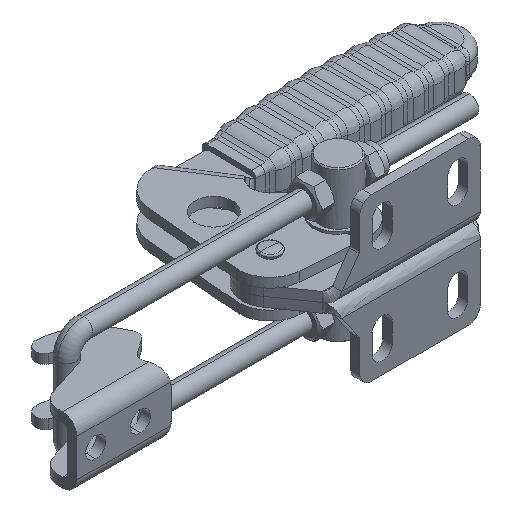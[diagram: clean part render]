
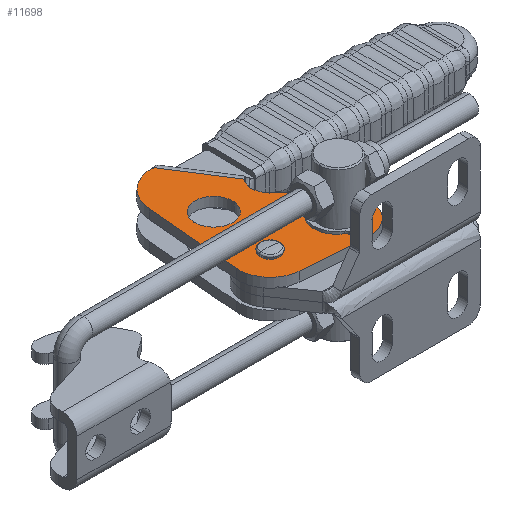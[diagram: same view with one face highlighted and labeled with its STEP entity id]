
A CAD part, isometric view. The second image highlights one B-rep face of the part: STEP entity #11698.
In plain terms, the highlighted face is planar.
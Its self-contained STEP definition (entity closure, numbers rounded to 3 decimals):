
#8935=CARTESIAN_POINT('',(34.1,26.75,-16.04));
#8936=VERTEX_POINT('',#8935);
#8945=CARTESIAN_POINT('',(18.1,26.75,-16.04));
#8946=VERTEX_POINT('',#8945);
#8947=CARTESIAN_POINT('',(26.1,26.75,-16.04));
#8948=DIRECTION('',(0.0,0.0,1.0));
#8949=DIRECTION('',(1.0,0.0,0.0));
#8950=AXIS2_PLACEMENT_3D('',#8947,#8948,#8949);
#8951=CIRCLE('',#8950,8.0);
#8952=EDGE_CURVE('',#8946,#8936,#8951,.T.);
#8998=CARTESIAN_POINT('',(8.,0.,-16.04));
#8999=VERTEX_POINT('',#8998);
#9008=CARTESIAN_POINT('',(-8.,0.,-16.04));
#9009=VERTEX_POINT('',#9008);
#9010=CARTESIAN_POINT('',(0.,0.,-16.04));
#9011=DIRECTION('',(0.0,0.0,1.0));
#9012=DIRECTION('',(1.0,0.0,0.0));
#9013=AXIS2_PLACEMENT_3D('',#9010,#9011,#9012);
#9014=CIRCLE('',#9013,8.0);
#9015=EDGE_CURVE('',#9009,#8999,#9014,.T.);
#9314=CARTESIAN_POINT('',(22.75,0.,-16.04));
#9315=VERTEX_POINT('',#9314);
#9325=CARTESIAN_POINT('',(30.75,0.,-16.04));
#9326=VERTEX_POINT('',#9325);
#9327=CARTESIAN_POINT('',(26.75,0.,-16.04));
#9328=DIRECTION('',(0.0,0.0,1.0));
#9329=DIRECTION('',(1.0,0.0,0.0));
#9330=AXIS2_PLACEMENT_3D('',#9327,#9328,#9329);
#9331=CIRCLE('',#9330,4.0);
#9332=EDGE_CURVE('',#9326,#9315,#9331,.T.);
#9624=CARTESIAN_POINT('',(26.75,0.,-16.04));
#9625=DIRECTION('',(0.0,0.0,1.0));
#9626=DIRECTION('',(1.0,0.0,0.0));
#9627=AXIS2_PLACEMENT_3D('',#9624,#9625,#9626);
#9628=CIRCLE('',#9627,4.0);
#9629=EDGE_CURVE('',#9315,#9326,#9628,.T.);
#11421=CARTESIAN_POINT('',(-8.604,10.181,-16.04));
#11422=VERTEX_POINT('',#11421);
#11429=CARTESIAN_POINT('',(0.,-13.33,-16.04));
#11430=VERTEX_POINT('',#11429);
#11431=CARTESIAN_POINT('',(0.,0.,-16.04));
#11432=DIRECTION('',(0.,0.,-1.0));
#11433=DIRECTION('',(0.645,-0.764,0.));
#11434=AXIS2_PLACEMENT_3D('',#11431,#11432,#11433);
#11435=CIRCLE('',#11434,13.33);
#11436=EDGE_CURVE('',#11430,#11422,#11435,.T.);
#11461=CARTESIAN_POINT('',(26.75,-13.33,-16.04));
#11462=VERTEX_POINT('',#11461);
#11463=CARTESIAN_POINT('',(26.75,-13.33,-16.04));
#11464=DIRECTION('',(-1.0,0.0,0.0));
#11465=VECTOR('',#11464,26.75);
#11466=LINE('',#11463,#11465);
#11467=EDGE_CURVE('',#11462,#11430,#11466,.T.);
#11493=CARTESIAN_POINT('',(40.08,0.093,-16.04));
#11494=VERTEX_POINT('',#11493);
#11495=CARTESIAN_POINT('',(26.75,0.,-16.04));
#11496=DIRECTION('',(0.0,0.0,-1.0));
#11497=DIRECTION('',(0.0,1.0,0.0));
#11498=AXIS2_PLACEMENT_3D('',#11495,#11496,#11497);
#11499=CIRCLE('',#11498,13.33);
#11500=EDGE_CURVE('',#11494,#11462,#11499,.T.);
#11525=CARTESIAN_POINT('',(39.798,40.499,-16.04));
#11526=VERTEX_POINT('',#11525);
#11527=CARTESIAN_POINT('',(39.798,40.499,-16.04));
#11528=DIRECTION('',(0.007,-1.,0.));
#11529=VECTOR('',#11528,40.407);
#11530=LINE('',#11527,#11529);
#11531=EDGE_CURVE('',#11526,#11494,#11530,.T.);
#11557=CARTESIAN_POINT('',(25.223,55.966,-16.04));
#11558=VERTEX_POINT('',#11557);
#11559=CARTESIAN_POINT('',(24.188,40.39,-16.04));
#11560=DIRECTION('',(0.,0.,-1.));
#11561=DIRECTION('',(-1.,-0.007,0.));
#11562=AXIS2_PLACEMENT_3D('',#11559,#11560,#11561);
#11563=CIRCLE('',#11562,15.61);
#11564=EDGE_CURVE('',#11558,#11526,#11563,.T.);
#11588=CARTESIAN_POINT('',(7.028,23.392,-16.04));
#11589=VERTEX_POINT('',#11588);
#11596=CARTESIAN_POINT('',(-8.604,10.181,-16.04));
#11597=DIRECTION('',(0.764,0.645,0.));
#11598=VECTOR('',#11597,20.466);
#11599=LINE('',#11596,#11598);
#11600=EDGE_CURVE('',#11422,#11589,#11599,.T.);
#11611=CARTESIAN_POINT('',(25.032,55.978,-16.04));
#11612=VERTEX_POINT('',#11611);
#11636=CARTESIAN_POINT('',(25.032,55.978,-16.04));
#11637=DIRECTION('',(0.998,-0.066,0.0));
#11638=VECTOR('',#11637,0.191);
#11639=LINE('',#11636,#11638);
#11640=EDGE_CURVE('',#11612,#11558,#11639,.T.);
#11645=CARTESIAN_POINT('',(-14.475,34.837,-16.04));
#11646=DIRECTION('',(0.0,0.0,1.0));
#11647=DIRECTION('',(1.0,0.0,0.0));
#11648=AXIS2_PLACEMENT_3D('',#11645,#11646,#11647);
#11649=PLANE('',#11648);
#11650=CARTESIAN_POINT('',(8.188,33.619,-16.04));
#11651=VERTEX_POINT('',#11650);
#11652=CARTESIAN_POINT('',(8.188,33.619,-16.04));
#11653=DIRECTION('',(0.602,0.799,0.));
#11654=VECTOR('',#11653,27.994);
#11655=LINE('',#11652,#11654);
#11656=EDGE_CURVE('',#11651,#11612,#11655,.T.);
#11657=ORIENTED_EDGE('',*,*,#11656,.T.);
#11658=ORIENTED_EDGE('',*,*,#11640,.T.);
#11659=ORIENTED_EDGE('',*,*,#11564,.T.);
#11660=ORIENTED_EDGE('',*,*,#11531,.T.);
#11661=ORIENTED_EDGE('',*,*,#11500,.T.);
#11662=ORIENTED_EDGE('',*,*,#11467,.T.);
#11663=ORIENTED_EDGE('',*,*,#11436,.T.);
#11664=ORIENTED_EDGE('',*,*,#11600,.T.);
#11665=CARTESIAN_POINT('',(2.187,29.12,-16.04));
#11666=DIRECTION('',(0.,0.,1.0));
#11667=DIRECTION('',(0.645,-0.764,0.));
#11668=AXIS2_PLACEMENT_3D('',#11665,#11666,#11667);
#11669=CIRCLE('',#11668,7.5);
#11670=EDGE_CURVE('',#11589,#11651,#11669,.T.);
#11671=ORIENTED_EDGE('',*,*,#11670,.T.);
#11672=EDGE_LOOP('',(#11657,#11658,#11659,#11660,#11661,#11662,#11663,#11664,#11671));
#11673=FACE_OUTER_BOUND('',#11672,.T.);
#11674=ORIENTED_EDGE('',*,*,#9629,.T.);
#11675=ORIENTED_EDGE('',*,*,#9332,.T.);
#11676=EDGE_LOOP('',(#11674,#11675));
#11677=FACE_BOUND('',#11676,.T.);
#11678=ORIENTED_EDGE('',*,*,#8952,.T.);
#11679=CARTESIAN_POINT('',(26.1,26.75,-16.04));
#11680=DIRECTION('',(0.0,0.0,1.0));
#11681=DIRECTION('',(1.0,0.0,0.0));
#11682=AXIS2_PLACEMENT_3D('',#11679,#11680,#11681);
#11683=CIRCLE('',#11682,8.0);
#11684=EDGE_CURVE('',#8936,#8946,#11683,.T.);
#11685=ORIENTED_EDGE('',*,*,#11684,.T.);
#11686=EDGE_LOOP('',(#11678,#11685));
#11687=FACE_BOUND('',#11686,.T.);
#11688=ORIENTED_EDGE('',*,*,#9015,.T.);
#11689=CARTESIAN_POINT('',(0.,0.,-16.04));
#11690=DIRECTION('',(0.0,0.0,1.0));
#11691=DIRECTION('',(1.0,0.0,0.0));
#11692=AXIS2_PLACEMENT_3D('',#11689,#11690,#11691);
#11693=CIRCLE('',#11692,8.0);
#11694=EDGE_CURVE('',#8999,#9009,#11693,.T.);
#11695=ORIENTED_EDGE('',*,*,#11694,.T.);
#11696=EDGE_LOOP('',(#11688,#11695));
#11697=FACE_BOUND('',#11696,.T.);
#11698=ADVANCED_FACE('',(#11673,#11677,#11687,#11697),#11649,.F.);
